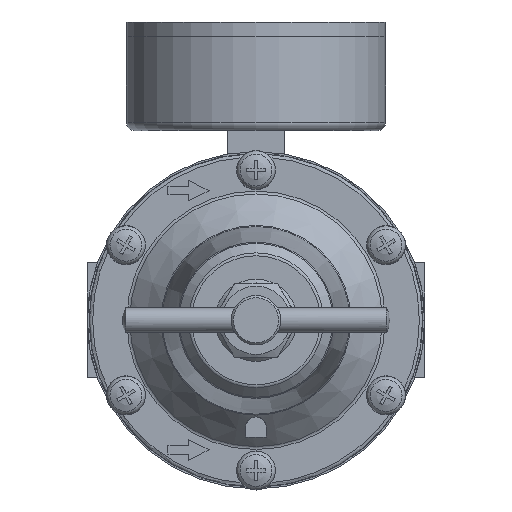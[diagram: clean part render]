
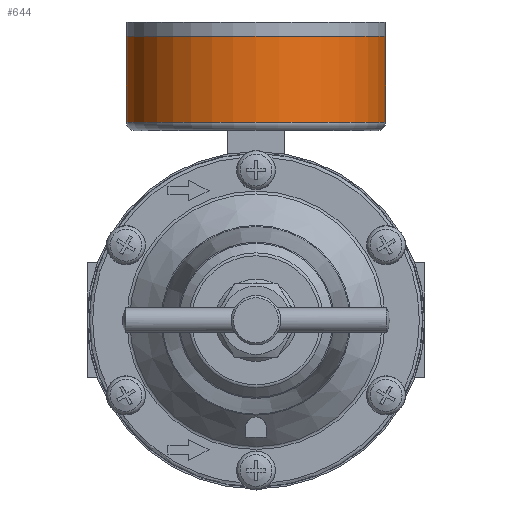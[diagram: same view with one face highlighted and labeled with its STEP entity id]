
A CAD part, front view. The second image highlights one B-rep face of the part: STEP entity #644.
In plain terms, the highlighted cylindrical face has radius 31.5 mm (diameter 63 mm), a full revolution.
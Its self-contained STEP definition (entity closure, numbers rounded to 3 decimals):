
#644 = ADVANCED_FACE( '', ( #1414, #1415 ), #1416, .T. );
#1414 = FACE_OUTER_BOUND( '', #2297, .T. );
#1415 = FACE_OUTER_BOUND( '', #2298, .T. );
#1416 = CYLINDRICAL_SURFACE( '', #2299, 31.5 );
#2297 = EDGE_LOOP( '', ( #3952 ) );
#2298 = EDGE_LOOP( '', ( #3953 ) );
#2299 = AXIS2_PLACEMENT_3D( '', #3954, #3955, #3956 );
#3952 = ORIENTED_EDGE( '', *, *, #5456, .F. );
#3953 = ORIENTED_EDGE( '', *, *, #5163, .T. );
#3954 = CARTESIAN_POINT( '', ( 0., 0., 19.5 ) );
#3955 = DIRECTION( '', ( 0., 0., 1. ) );
#3956 = DIRECTION( '', ( -1., 0., 0. ) );
#5163 = EDGE_CURVE( '', #6228, #6228, #6229, .T. );
#5456 = EDGE_CURVE( '', #6654, #6654, #6655, .T. );
#6228 = VERTEX_POINT( '', #7942 );
#6229 = CIRCLE( '', #7943, 31.5 );
#6654 = VERTEX_POINT( '', #8651 );
#6655 = CIRCLE( '', #8652, 31.5 );
#7942 = CARTESIAN_POINT( '', ( -31.5, 0., 42.38 ) );
#7943 = AXIS2_PLACEMENT_3D( '', #9469, #9470, #9471 );
#8651 = CARTESIAN_POINT( '', ( -31.5, 0., 21.5 ) );
#8652 = AXIS2_PLACEMENT_3D( '', #9832, #9833, #9834 );
#9469 = CARTESIAN_POINT( '', ( 0., 0., 42.38 ) );
#9470 = DIRECTION( '', ( 0., 0., -1. ) );
#9471 = DIRECTION( '', ( -1., 0., 0. ) );
#9832 = CARTESIAN_POINT( '', ( 0., 0., 21.5 ) );
#9833 = DIRECTION( '', ( 0., 0., -1. ) );
#9834 = DIRECTION( '', ( -1., 0., 0. ) );
